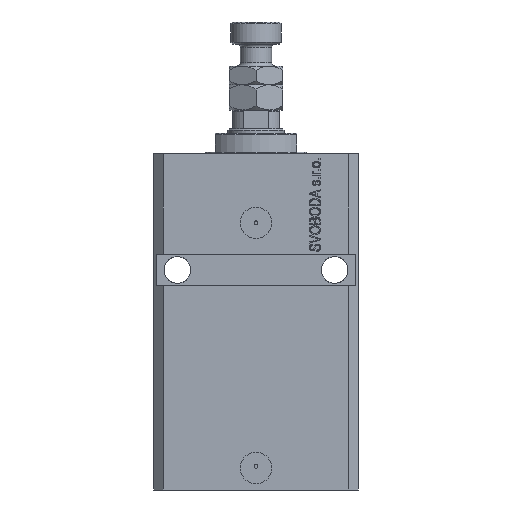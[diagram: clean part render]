
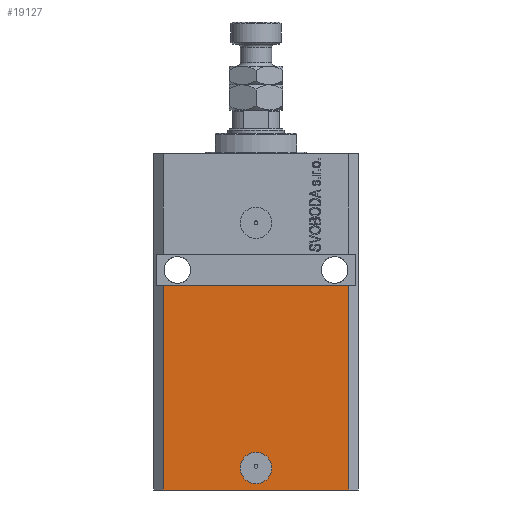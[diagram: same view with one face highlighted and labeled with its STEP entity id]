
A CAD part, front view. The second image highlights one B-rep face of the part: STEP entity #19127.
In plain terms, the highlighted planar face has unit normal (0, -1, 0).
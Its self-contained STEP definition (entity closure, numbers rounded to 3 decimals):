
#25 = EDGE_CURVE ( 'NONE', #38281, #33413, #42166, .T. ) ;
#1351 = LINE ( 'NONE', #31947, #32763 ) ;
#1925 = EDGE_CURVE ( 'NONE', #45138, #33413, #20716, .T. ) ;
#2029 = FACE_OUTER_BOUND ( 'NONE', #2823, .T. ) ;
#2816 = EDGE_CURVE ( 'NONE', #43977, #4943, #10225, .T. ) ;
#2823 = EDGE_LOOP ( 'NONE', ( #26663, #34010, #6631, #40306 ) ) ;
#2917 = DIRECTION ( 'NONE',  ( 0., -1., 0. ) ) ;
#3620 = AXIS2_PLACEMENT_3D ( 'NONE', #28186, #43004, #24245 ) ;
#4943 = VERTEX_POINT ( 'NONE', #41364 ) ;
#6610 = ORIENTED_EDGE ( 'NONE', *, *, #21915, .F. ) ;
#6631 = ORIENTED_EDGE ( 'NONE', *, *, #17645, .T. ) ;
#7059 = CARTESIAN_POINT ( 'NONE',  ( 29.5, -22.5, -42. ) ) ;
#8112 = DIRECTION ( 'NONE',  ( 1., 0., 0. ) ) ;
#9685 = FACE_BOUND ( 'NONE', #21582, .T. ) ;
#10183 = VECTOR ( 'NONE', #24154, 1000. ) ;
#10225 = CIRCLE ( 'NONE', #15740, 5. ) ;
#11025 = CARTESIAN_POINT ( 'NONE',  ( -29.5, -22.5, -107. ) ) ;
#12455 = AXIS2_PLACEMENT_3D ( 'NONE', #43840, #28774, #21384 ) ;
#15740 = AXIS2_PLACEMENT_3D ( 'NONE', #36725, #2917, #45355 ) ;
#16355 = CIRCLE ( 'NONE', #12455, 5. ) ;
#17645 = EDGE_CURVE ( 'NONE', #35961, #45138, #37644, .T. ) ;
#17823 = EDGE_CURVE ( 'NONE', #35961, #38281, #1351, .T. ) ;
#18004 = VECTOR ( 'NONE', #8112, 1000. ) ;
#19127 = ADVANCED_FACE ( 'NONE', ( #9685, #2029 ), #32135, .T. ) ;
#19542 = CARTESIAN_POINT ( 'NONE',  ( -29.5, -22.5, -42. ) ) ;
#19960 = CARTESIAN_POINT ( 'NONE',  ( -32.5, -22.5, -42. ) ) ;
#20716 = LINE ( 'NONE', #42682, #10183 ) ;
#21384 = DIRECTION ( 'NONE',  ( 1., 0., 0. ) ) ;
#21582 = EDGE_LOOP ( 'NONE', ( #32540, #6610 ) ) ;
#21915 = EDGE_CURVE ( 'NONE', #4943, #43977, #16355, .T. ) ;
#24154 = DIRECTION ( 'NONE',  ( 0., 0., 1. ) ) ;
#24245 = DIRECTION ( 'NONE',  ( 1., 0., 0. ) ) ;
#26293 = DIRECTION ( 'NONE',  ( 1., 0., 0. ) ) ;
#26663 = ORIENTED_EDGE ( 'NONE', *, *, #25, .F. ) ;
#27757 = DIRECTION ( 'NONE',  ( 0., 0., 1. ) ) ;
#28186 = CARTESIAN_POINT ( 'NONE',  ( -29.5, -22.5, -107. ) ) ;
#28774 = DIRECTION ( 'NONE',  ( 0., -1., 0. ) ) ;
#31947 = CARTESIAN_POINT ( 'NONE',  ( -29.5, -22.5, -107. ) ) ;
#32135 = PLANE ( 'NONE',  #3620 ) ;
#32540 = ORIENTED_EDGE ( 'NONE', *, *, #2816, .F. ) ;
#32763 = VECTOR ( 'NONE', #27757, 1000. ) ;
#33413 = VERTEX_POINT ( 'NONE', #7059 ) ;
#34010 = ORIENTED_EDGE ( 'NONE', *, *, #17823, .F. ) ;
#35961 = VERTEX_POINT ( 'NONE', #39204 ) ;
#36725 = CARTESIAN_POINT ( 'NONE',  ( 0., -22.5, -100. ) ) ;
#37009 = VECTOR ( 'NONE', #26293, 1000. ) ;
#37644 = LINE ( 'NONE', #11025, #37009 ) ;
#38281 = VERTEX_POINT ( 'NONE', #19542 ) ;
#39094 = CARTESIAN_POINT ( 'NONE',  ( 29.5, -22.5, -107. ) ) ;
#39204 = CARTESIAN_POINT ( 'NONE',  ( -29.5, -22.5, -107. ) ) ;
#40053 = CARTESIAN_POINT ( 'NONE',  ( 5., -22.5, -100. ) ) ;
#40306 = ORIENTED_EDGE ( 'NONE', *, *, #1925, .T. ) ;
#41364 = CARTESIAN_POINT ( 'NONE',  ( -5., -22.5, -100. ) ) ;
#42166 = LINE ( 'NONE', #19960, #18004 ) ;
#42682 = CARTESIAN_POINT ( 'NONE',  ( 29.5, -22.5, -107. ) ) ;
#43004 = DIRECTION ( 'NONE',  ( 0., -1., 0. ) ) ;
#43840 = CARTESIAN_POINT ( 'NONE',  ( 0., -22.5, -100. ) ) ;
#43977 = VERTEX_POINT ( 'NONE', #40053 ) ;
#45138 = VERTEX_POINT ( 'NONE', #39094 ) ;
#45355 = DIRECTION ( 'NONE',  ( 1., 0., 0. ) ) ;
